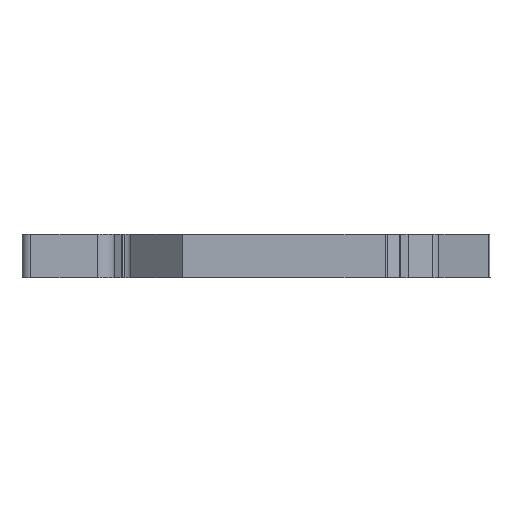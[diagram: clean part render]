
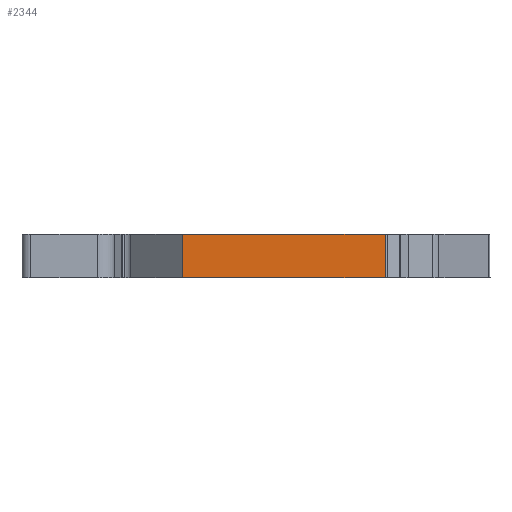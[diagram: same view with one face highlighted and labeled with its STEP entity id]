
A CAD part, front view. The second image highlights one B-rep face of the part: STEP entity #2344.
In plain terms, the highlighted planar face has unit normal (0, -1, 0).
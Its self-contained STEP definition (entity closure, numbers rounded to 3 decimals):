
#496=ORIENTED_EDGE('',*,*,#1070,.F.);
#497=ORIENTED_EDGE('',*,*,#1071,.T.);
#498=ORIENTED_EDGE('',*,*,#1054,.T.);
#499=ORIENTED_EDGE('',*,*,#1069,.T.);
#1054=EDGE_CURVE('',#1347,#1346,#1574,.T.);
#1069=EDGE_CURVE('',#1346,#1355,#1581,.F.);
#1070=EDGE_CURVE('',#1356,#1355,#1582,.T.);
#1071=EDGE_CURVE('',#1356,#1347,#1583,.T.);
#1346=VERTEX_POINT('',#3755);
#1347=VERTEX_POINT('',#3757);
#1355=VERTEX_POINT('',#3782);
#1356=VERTEX_POINT('',#3786);
#1574=LINE('',#3756,#1837);
#1581=LINE('',#3783,#1844);
#1582=LINE('',#3785,#1845);
#1583=LINE('',#3787,#1846);
#1837=VECTOR('',#3021,1000.);
#1844=VECTOR('',#3050,1000.);
#1845=VECTOR('',#3053,1000.);
#1846=VECTOR('',#3054,1000.);
#2002=EDGE_LOOP('',(#496,#497,#498,#499));
#2135=FACE_BOUND('',#2002,.T.);
#2238=PLANE('',#2545);
#2344=ADVANCED_FACE('',(#2135),#2238,.F.);
#2545=AXIS2_PLACEMENT_3D('',#3784,#3051,#3052);
#3021=DIRECTION('',(1.,0.,0.));
#3050=DIRECTION('',(0.,0.,-1.));
#3051=DIRECTION('',(0.,1.,0.));
#3052=DIRECTION('',(0.,0.,1.));
#3053=DIRECTION('',(1.,0.,0.));
#3054=DIRECTION('',(0.,0.,-1.));
#3755=CARTESIAN_POINT('',(14.904,-15.795,0.));
#3756=CARTESIAN_POINT('',(-8.5,-15.795,0.));
#3757=CARTESIAN_POINT('',(-8.5,-15.795,0.));
#3782=CARTESIAN_POINT('',(14.904,-15.795,5.));
#3783=CARTESIAN_POINT('',(14.904,-15.795,1.5));
#3784=CARTESIAN_POINT('',(-8.5,-15.795,1.5));
#3785=CARTESIAN_POINT('',(-8.5,-15.795,5.));
#3786=CARTESIAN_POINT('',(-8.5,-15.795,5.));
#3787=CARTESIAN_POINT('',(-8.5,-15.795,1.5));
